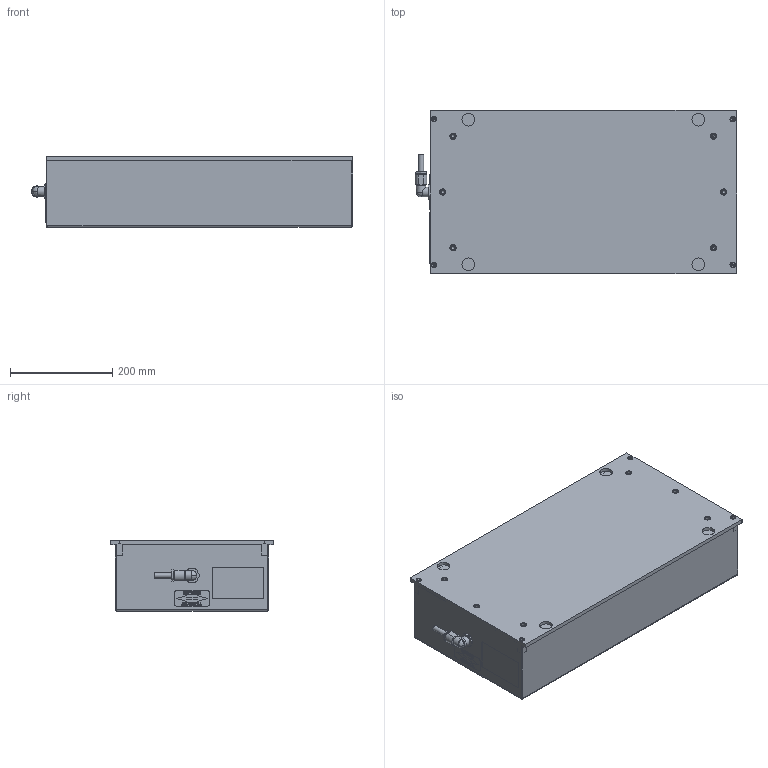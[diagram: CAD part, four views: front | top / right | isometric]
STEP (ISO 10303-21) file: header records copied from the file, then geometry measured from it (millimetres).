
FILE_DESCRIPTION(/* description */ (''),/* implementation_level */ '2;1');
FILE_NAME(/* name */ 'EDAR306002.stp',/* time_stamp */ '2023-03-23T14:22:22+01:00',/* author */ ('dk'),/* organization */ (''),/* preprocessor_version */ 'ST-DEVELOPER v18.1',/* originating_system */ 'Autodesk Inventor 2021',/* authorisation */ '');
FILE_SCHEMA (('AUTOMOTIVE_DESIGN { 1 0 10303 214 3 1 1 }','INTEGRATED_CNC_SCHEMA'));
Length unit declared in the file: millimetre
Products named in the file (1): Part1
Bounding box: 629.27 x 320 x 138 mm (x, y, z)
Volume: 4381950.3 mm3; surface area: 1285304 mm2
Topology: 10 solids, 12 shells, 978 faces, 2531 edges, 1665 vertices
Faces by surface type: plane 595, bspline 206, cylinder 112, cone 57, torus 8
Full cylindrical faces by diameter (mm): 6 x8, 6.647 x6, 7 x4, 8 x4, 10 x11, 11 x4, 12 x7, 12.1 x6, 14.702 x1, 14.95 x2, 18.515 x1, 18.975 x1, 20 x2, 20.2 x1, 25 x4
Entity records: 31968 total; most frequent: CARTESIAN_POINT 8472, ORIENTED_EDGE 5042, DIRECTION 3829, EDGE_CURVE 2521, LINE 1675, VECTOR 1675, VERTEX_POINT 1665, EDGE_LOOP 1098
